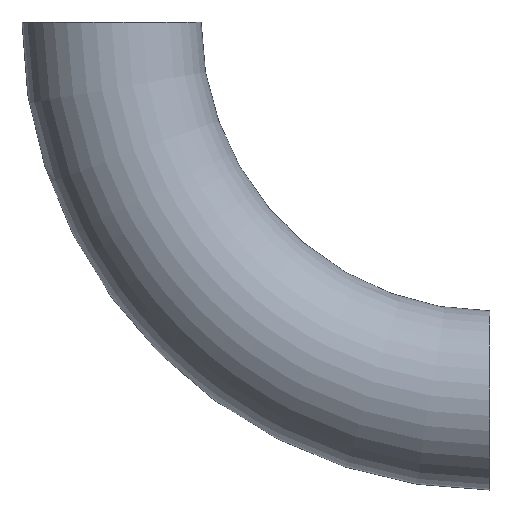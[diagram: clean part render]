
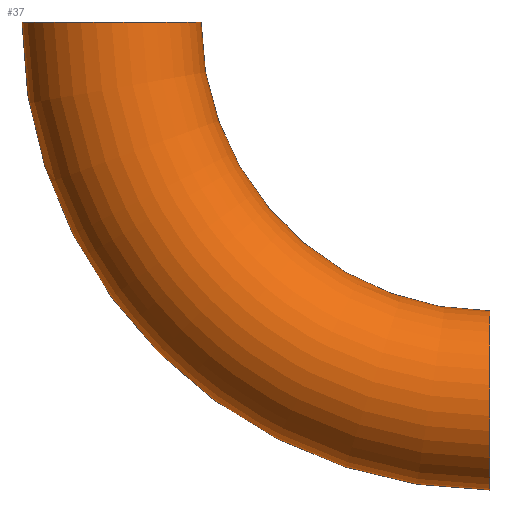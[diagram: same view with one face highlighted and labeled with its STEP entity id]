
A CAD part, front view. The second image highlights one B-rep face of the part: STEP entity #37.
In plain terms, the highlighted toroidal (fillet/blend) face has major radius 45 mm and minor radius 10.65 mm.
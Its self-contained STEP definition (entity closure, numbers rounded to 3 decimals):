
#1 = DIRECTION ( 'NONE',  ( 0., 1., 0. ) ) ;
#4 = CARTESIAN_POINT ( 'NONE',  ( 0., 0., 0. ) ) ;
#21 = DIRECTION ( 'NONE',  ( 0., 1., 0. ) ) ;
#25 = AXIS2_PLACEMENT_3D ( 'NONE', #4, #21, #236 ) ;
#37 = ADVANCED_FACE ( 'NONE', ( #193 ), #103, .T. ) ;
#42 = VERTEX_POINT ( 'NONE', #60 ) ;
#43 = CARTESIAN_POINT ( 'NONE',  ( 0., 0., 0. ) ) ;
#46 = CIRCLE ( 'NONE', #78, 10.65 ) ;
#48 = CARTESIAN_POINT ( 'NONE',  ( 0., 0., -55.65 ) ) ;
#57 = ORIENTED_EDGE ( 'NONE', *, *, #163, .T. ) ;
#60 = CARTESIAN_POINT ( 'NONE',  ( 0., 0., -34.35 ) ) ;
#63 = DIRECTION ( 'NONE',  ( -1., 0., 0. ) ) ;
#67 = AXIS2_PLACEMENT_3D ( 'NONE', #83, #63, #84 ) ;
#72 = EDGE_CURVE ( 'NONE', #42, #232, #245, .T. ) ;
#78 = AXIS2_PLACEMENT_3D ( 'NONE', #137, #85, #173 ) ;
#83 = CARTESIAN_POINT ( 'NONE',  ( 0., 0., -45. ) ) ;
#84 = DIRECTION ( 'NONE',  ( 0., 0., 1. ) ) ;
#85 = DIRECTION ( 'NONE',  ( 0., 0., 1. ) ) ;
#91 = AXIS2_PLACEMENT_3D ( 'NONE', #43, #215, #195 ) ;
#92 = EDGE_CURVE ( 'NONE', #227, #164, #253, .T. ) ;
#103 = TOROIDAL_SURFACE ( 'NONE', #91, 45., 10.65 ) ;
#128 = AXIS2_PLACEMENT_3D ( 'NONE', #234, #1, #174 ) ;
#137 = CARTESIAN_POINT ( 'NONE',  ( -45., 0., 0. ) ) ;
#146 = ORIENTED_EDGE ( 'NONE', *, *, #148, .F. ) ;
#148 = EDGE_CURVE ( 'NONE', #164, #232, #46, .T. ) ;
#149 = ORIENTED_EDGE ( 'NONE', *, *, #92, .F. ) ;
#156 = CARTESIAN_POINT ( 'NONE',  ( -55.65, 0., 0. ) ) ;
#161 = CIRCLE ( 'NONE', #67, 10.65 ) ;
#162 = CARTESIAN_POINT ( 'NONE',  ( -34.35, 0., 0. ) ) ;
#163 = EDGE_CURVE ( 'NONE', #227, #42, #161, .T. ) ;
#164 = VERTEX_POINT ( 'NONE', #156 ) ;
#173 = DIRECTION ( 'NONE',  ( 1., 0., 0. ) ) ;
#174 = DIRECTION ( 'NONE',  ( 0., 0., 1. ) ) ;
#193 = FACE_OUTER_BOUND ( 'NONE', #247, .T. ) ;
#195 = DIRECTION ( 'NONE',  ( 0., 0., 1. ) ) ;
#215 = DIRECTION ( 'NONE',  ( 0., 1., 0. ) ) ;
#225 = ORIENTED_EDGE ( 'NONE', *, *, #72, .T. ) ;
#227 = VERTEX_POINT ( 'NONE', #48 ) ;
#232 = VERTEX_POINT ( 'NONE', #162 ) ;
#234 = CARTESIAN_POINT ( 'NONE',  ( 0., 0., 0. ) ) ;
#236 = DIRECTION ( 'NONE',  ( 0., 0., 1. ) ) ;
#245 = CIRCLE ( 'NONE', #128, 34.35 ) ;
#247 = EDGE_LOOP ( 'NONE', ( #149, #57, #225, #146 ) ) ;
#253 = CIRCLE ( 'NONE', #25, 55.65 ) ;
